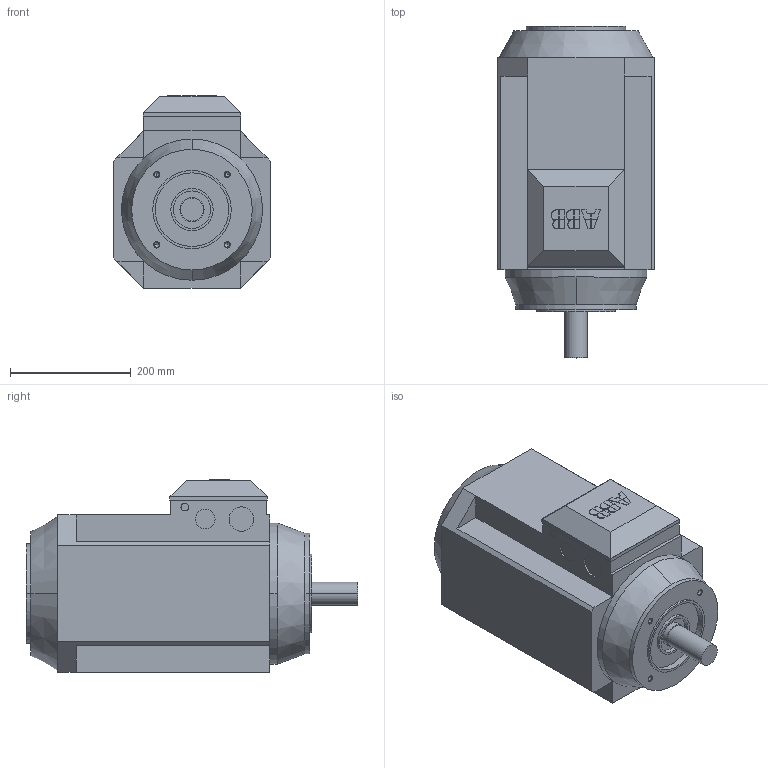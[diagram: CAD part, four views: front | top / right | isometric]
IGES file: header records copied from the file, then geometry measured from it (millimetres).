
Global section: file name: No Iges File Name specified; native system: Autodesk Inventor 2010; preprocessor: AutoDesk Inventor Iges Exporter R2010; author: esu00058; date: 20110302.112126; units: millimetre
Bounding box: 261 x 550 x 319.5 mm (x, y, z)
Volume: 25862557 mm3; surface area: 649848.1 mm2
Topology: 1 solids, 1 shells, 186 faces, 436 edges, 278 vertices
Faces by surface type: plane 106, bspline 48, cylinder 14, revolution 14, cone 4
